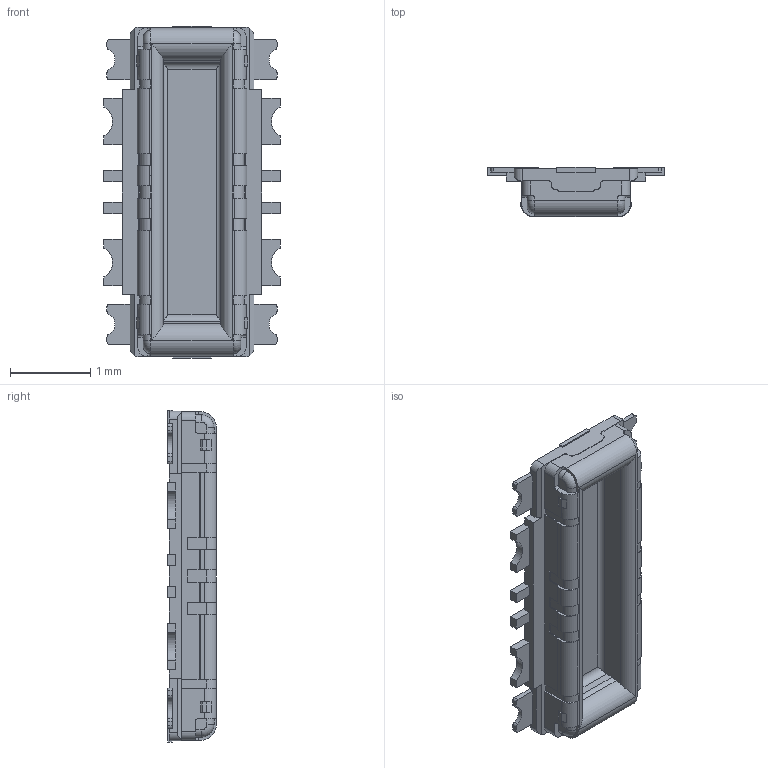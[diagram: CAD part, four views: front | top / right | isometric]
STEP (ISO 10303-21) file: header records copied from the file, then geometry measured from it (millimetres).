
FILE_DESCRIPTION(('Creo Elements/Direct Modeling STEP Export'),'2;1');
FILE_NAME('CLOSE_3D_BK22C07-4DP2-0.4V.stp','2021-10-07T20:25:28',(''),(''),'Creo Elements/Direct Modeling STEP processor for AP214 (Solid Model)','Creo Elements/Direct Modeling 17.0C 05-Feb-2011 (C) Parametric Technology GmbH','');
FILE_SCHEMA(('AUTOMOTIVE_DESIGN { 1 0 10303 214 1 1 1 1 }'));
Length unit declared in the file: millimetre
Products named in the file (2): CLOSE_3D_BK22C07-4DP2-0.4V
Assembly tree (1 placements, depth 2):
  CLOSE_3D_BK22C07-4DP2-0.4V
    CLOSE_3D_BK22C07-4DP2-0.4V
Bounding box: 2.2 x 0.61 x 4.14 mm (x, y, z)
Surface area: 25.7 mm2 (no closed solid volume)
Topology: 0 solids, 6 shells, 327 faces, 966 edges, 644 vertices
Faces by surface type: plane 213, cylinder 110, torus 4
Entity records: 11585 total; most frequent: CARTESIAN_POINT 2171, ORIENTED_EDGE 1960, DIRECTION 1844, EDGE_CURVE 966, VECTOR 710, LINE 710, VERTEX_POINT 644, AXIS2_PLACEMENT_3D 567
